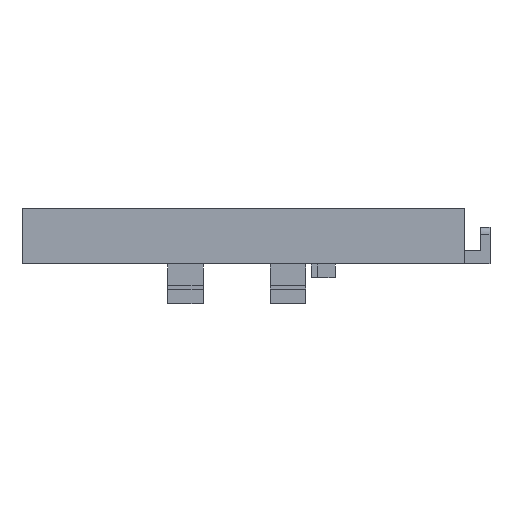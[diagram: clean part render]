
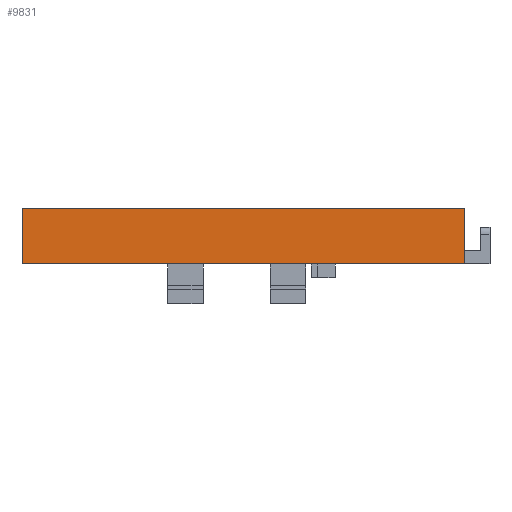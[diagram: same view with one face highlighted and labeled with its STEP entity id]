
A CAD part, left-side view. The second image highlights one B-rep face of the part: STEP entity #9831.
In plain terms, the highlighted planar face has unit normal (-1, 0, 0).
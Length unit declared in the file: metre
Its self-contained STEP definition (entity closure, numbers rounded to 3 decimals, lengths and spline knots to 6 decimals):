
#1612=ORIENTED_EDGE('',*,*,#4398,.T.);
#1613=ORIENTED_EDGE('',*,*,#4629,.F.);
#1614=ORIENTED_EDGE('',*,*,#4630,.F.);
#1615=ORIENTED_EDGE('',*,*,#4439,.T.);
#4398=EDGE_CURVE('',#5916,#5915,#6790,.T.);
#4439=EDGE_CURVE('',#5948,#5916,#6812,.T.);
#4629=EDGE_CURVE('',#6121,#5915,#6900,.T.);
#4630=EDGE_CURVE('',#5948,#6121,#6901,.T.);
#5915=VERTEX_POINT('',#14569);
#5916=VERTEX_POINT('',#14571);
#5948=VERTEX_POINT('',#14728);
#6121=VERTEX_POINT('',#15261);
#6790=LINE('',#14570,#7639);
#6812=LINE('',#14727,#7661);
#6900=LINE('',#15260,#7749);
#6901=LINE('',#15262,#7750);
#7639=VECTOR('',#11503,1.);
#7661=VECTOR('',#11545,1.);
#7749=VECTOR('',#11825,1.);
#7750=VECTOR('',#11826,1.);
#8411=EDGE_LOOP('',(#1612,#1613,#1614,#1615));
#9004=FACE_BOUND('',#8411,.T.);
#9549=PLANE('',#10536);
#9831=ADVANCED_FACE('',(#9004),#9549,.T.);
#10536=AXIS2_PLACEMENT_3D('',#15259,#11823,#11824);
#11503=DIRECTION('',(0.,0.,1.));
#11545=DIRECTION('',(0.,-1.,0.));
#11823=DIRECTION('',(-1.,0.,0.));
#11824=DIRECTION('',(0.,-1.,0.));
#11825=DIRECTION('',(0.,-1.,0.));
#11826=DIRECTION('',(0.,0.,1.));
#14569=CARTESIAN_POINT('',(-0.00165,-0.05865,0.0016));
#14570=CARTESIAN_POINT('',(-0.00165,-0.05865,-0.006));
#14571=CARTESIAN_POINT('',(-0.00165,-0.05865,-0.006));
#14727=CARTESIAN_POINT('',(-0.00165,-0.0285,-0.006));
#14728=CARTESIAN_POINT('',(-0.00165,0.00165,-0.006));
#15259=CARTESIAN_POINT('',(-0.00165,-0.0285,-0.006));
#15260=CARTESIAN_POINT('',(-0.00165,-0.0285,0.0016));
#15261=CARTESIAN_POINT('',(-0.00165,0.00165,0.0016));
#15262=CARTESIAN_POINT('',(-0.00165,0.00165,-0.006));
